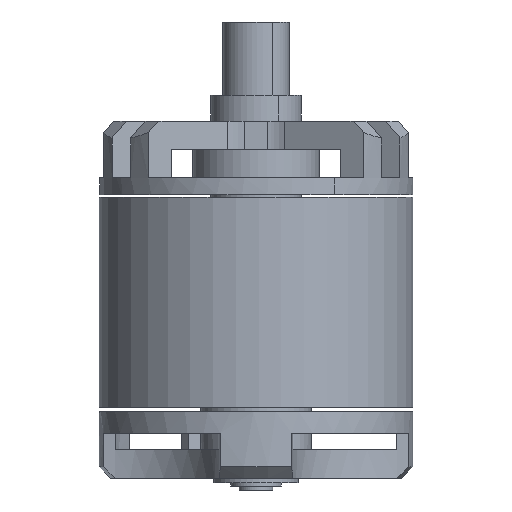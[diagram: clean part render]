
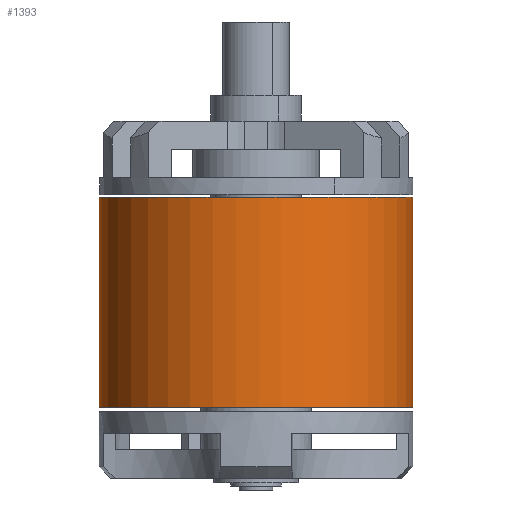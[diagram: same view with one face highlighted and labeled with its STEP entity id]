
A CAD part, front view. The second image highlights one B-rep face of the part: STEP entity #1393.
In plain terms, the highlighted free-form (B-spline) face has degree [2, 1] with [5, 2] control points.
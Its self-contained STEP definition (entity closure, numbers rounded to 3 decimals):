
#1393 = ADVANCED_FACE('',(#1394),#1430,.T.);
#1394 = FACE_BOUND('',#1395,.T.);
#1395 = EDGE_LOOP('',(#1396,#1405,#1415,#1422));
#1396 = ORIENTED_EDGE('',*,*,#1397,.T.);
#1397 = EDGE_CURVE('',#1398,#1400,#1402,.T.);
#1398 = VERTEX_POINT('',#1399);
#1399 = CARTESIAN_POINT('',(12.739,0.,
    7.658));
#1400 = VERTEX_POINT('',#1401);
#1401 = CARTESIAN_POINT('',(12.739,0.,
    24.717));
#1402 = B_SPLINE_CURVE_WITH_KNOTS('',1,(#1403,#1404),.UNSPECIFIED.,.F.,
  .F.,(2,2),(0.,18.6),.PIECEWISE_BEZIER_KNOTS.);
#1403 = CARTESIAN_POINT('',(12.739,0.,
    7.658));
#1404 = CARTESIAN_POINT('',(12.739,0.,
    24.717));
#1405 = ORIENTED_EDGE('',*,*,#1406,.T.);
#1406 = EDGE_CURVE('',#1400,#1407,#1409,.T.);
#1407 = VERTEX_POINT('',#1408);
#1408 = CARTESIAN_POINT('',(-12.739,0.,
    24.717));
#1409 = ( BOUNDED_CURVE() B_SPLINE_CURVE(2,(#1410,#1411,#1412,#1413,
#1414),.UNSPECIFIED.,.F.,.F.) B_SPLINE_CURVE_WITH_KNOTS((3,2,3),(
    0.,1.571,3.142),
.PIECEWISE_BEZIER_KNOTS.) CURVE() GEOMETRIC_REPRESENTATION_ITEM() 
RATIONAL_B_SPLINE_CURVE((1.,0.707,1.,0.707,1.)) 
REPRESENTATION_ITEM('') );
#1410 = CARTESIAN_POINT('',(12.739,0.,
    24.717));
#1411 = CARTESIAN_POINT('',(12.739,-12.739,
    24.717));
#1412 = CARTESIAN_POINT('',(0.,-12.739,
    24.717));
#1413 = CARTESIAN_POINT('',(-12.739,-12.739,
    24.717));
#1414 = CARTESIAN_POINT('',(-12.739,0.,
    24.717));
#1415 = ORIENTED_EDGE('',*,*,#1416,.F.);
#1416 = EDGE_CURVE('',#1417,#1407,#1419,.T.);
#1417 = VERTEX_POINT('',#1418);
#1418 = CARTESIAN_POINT('',(-12.739,0.,
    7.658));
#1419 = B_SPLINE_CURVE_WITH_KNOTS('',1,(#1420,#1421),.UNSPECIFIED.,.F.,
  .F.,(2,2),(0.,18.6),.PIECEWISE_BEZIER_KNOTS.);
#1420 = CARTESIAN_POINT('',(-12.739,0.,
    7.658));
#1421 = CARTESIAN_POINT('',(-12.739,0.,
    24.717));
#1422 = ORIENTED_EDGE('',*,*,#1423,.F.);
#1423 = EDGE_CURVE('',#1398,#1417,#1424,.T.);
#1424 = ( BOUNDED_CURVE() B_SPLINE_CURVE(2,(#1425,#1426,#1427,#1428,
#1429),.UNSPECIFIED.,.F.,.F.) B_SPLINE_CURVE_WITH_KNOTS((3,2,3),(0.,
1.571,3.142),.PIECEWISE_BEZIER_KNOTS.) CURVE() 
GEOMETRIC_REPRESENTATION_ITEM() RATIONAL_B_SPLINE_CURVE((1.,
0.707,1.,0.707,1.)) REPRESENTATION_ITEM('') );
#1425 = CARTESIAN_POINT('',(12.739,0.,
    7.658));
#1426 = CARTESIAN_POINT('',(12.739,-12.739,
    7.658));
#1427 = CARTESIAN_POINT('',(0.,-12.739,
    7.658));
#1428 = CARTESIAN_POINT('',(-12.739,-12.739,
    7.658));
#1429 = CARTESIAN_POINT('',(-12.739,0.,
    7.658));
#1430 = ( BOUNDED_SURFACE() B_SPLINE_SURFACE(2,1,(
    (#1431,#1432)
    ,(#1433,#1434)
    ,(#1435,#1436)
    ,(#1437,#1438)
    ,(#1439,#1440
)),.UNSPECIFIED.,.F.,.F.,.F.) B_SPLINE_SURFACE_WITH_KNOTS((3,2,3),(2,2),
  (3.142,4.712,6.283),(-12.6,6.),
.PIECEWISE_BEZIER_KNOTS.) GEOMETRIC_REPRESENTATION_ITEM() 
RATIONAL_B_SPLINE_SURFACE((
    (1.,1.)
    ,(0.707,0.707)
    ,(1.,1.)
    ,(0.707,0.707)
,(1.,1.))) REPRESENTATION_ITEM('') SURFACE() );
#1431 = CARTESIAN_POINT('',(12.739,0.,
    24.717));
#1432 = CARTESIAN_POINT('',(12.739,0.,
    7.658));
#1433 = CARTESIAN_POINT('',(12.739,-12.739,
    24.717));
#1434 = CARTESIAN_POINT('',(12.739,-12.739,
    7.658));
#1435 = CARTESIAN_POINT('',(0.,-12.739,
    24.717));
#1436 = CARTESIAN_POINT('',(0.,-12.739,
    7.658));
#1437 = CARTESIAN_POINT('',(-12.739,-12.739,
    24.717));
#1438 = CARTESIAN_POINT('',(-12.739,-12.739,
    7.658));
#1439 = CARTESIAN_POINT('',(-12.739,0.,
    24.717));
#1440 = CARTESIAN_POINT('',(-12.739,0.,
    7.658));
